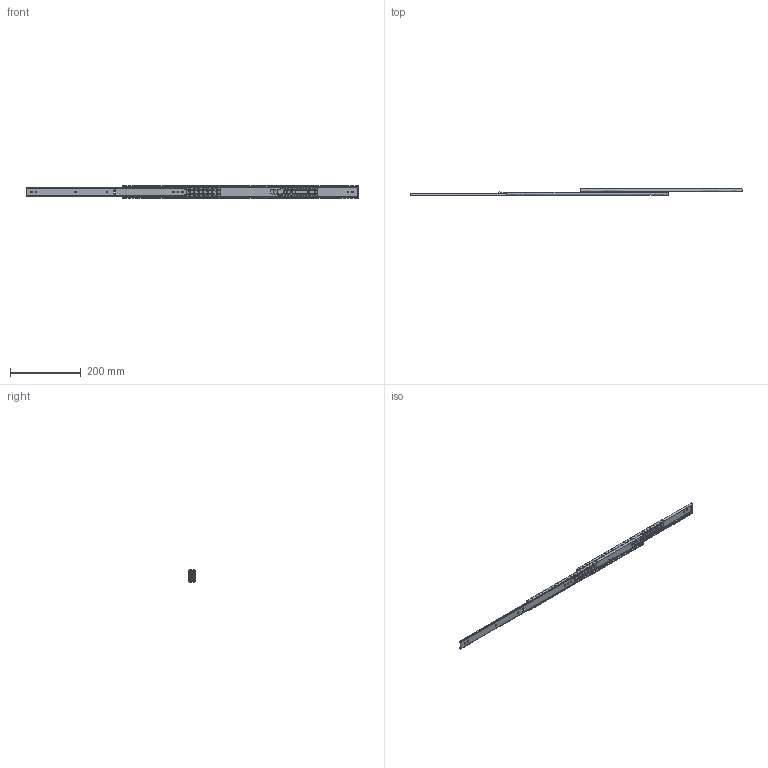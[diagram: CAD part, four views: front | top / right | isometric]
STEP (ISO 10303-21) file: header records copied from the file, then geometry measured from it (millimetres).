
FILE_DESCRIPTION((''),'2;1');
FILE_NAME('','2005-12-14T15:54:52',(''),(''),'','CADfix','');
FILE_SCHEMA(('AUTOMOTIVE_DESIGN'));
Length unit declared in the file: millimetre
Products named in the file (8): retainer_1; retainer_2; ball; member_D; member_C; member_B; member_A; TM_168_18_26856_36
Assembly tree (102 placements, depth 2):
  TM_168_18_26856_36
    retainer_1
    retainer_2
    ball  x96
    member_D
    member_C
    member_B
    member_A
Bounding box: 937 x 19.1 x 35.3 mm (x, y, z)
Volume: 110952.4 mm3; surface area: 185434.7 mm2
Topology: 102 solids, 102 shells, 1702 faces, 4842 edges, 3439 vertices
Faces by surface type: bspline 1702
Entity records: 53393 total; most frequent: CARTESIAN_POINT 25066, ORIENTED_EDGE 9304, EDGE_CURVE 4652, QUASI_UNIFORM_CURVE 3455, VERTEX_POINT 3249, EDGE_LOOP 1925, FACE_OUTER_BOUND 1512, ADVANCED_FACE 1512
